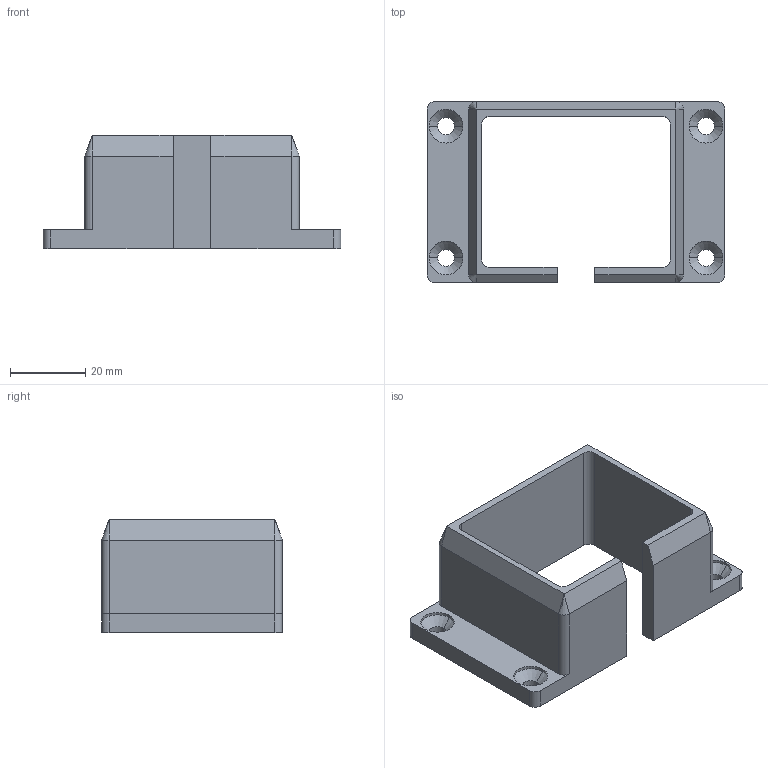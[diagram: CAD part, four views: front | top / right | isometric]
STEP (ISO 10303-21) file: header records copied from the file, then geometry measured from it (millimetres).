
FILE_DESCRIPTION (( 'STEP AP214' ), '1' );
FILE_NAME ('AL_6505-540.STEP', '2022-02-09T13:49:05', ( '' ), ( '' ), 'SwSTEP 2.0', 'SolidWorks 2019', '' );
FILE_SCHEMA (( 'AUTOMOTIVE_DESIGN' ));
Length unit declared in the file: millimetre
Products named in the file (1): AL_6505-540
Bounding box: 79 x 48 x 30 mm (x, y, z)
Volume: 24441.3 mm3; surface area: 14651.6 mm2
Topology: 1 solids, 1 shells, 63 faces, 159 edges, 94 vertices
Faces by surface type: cylinder 28, plane 23, cone 12
Entity records: 1891 total; most frequent: DIRECTION 339, CARTESIAN_POINT 313, ORIENTED_EDGE 310, EDGE_CURVE 155, AXIS2_PLACEMENT_3D 120, LINE 99, VECTOR 99, VERTEX_POINT 94
